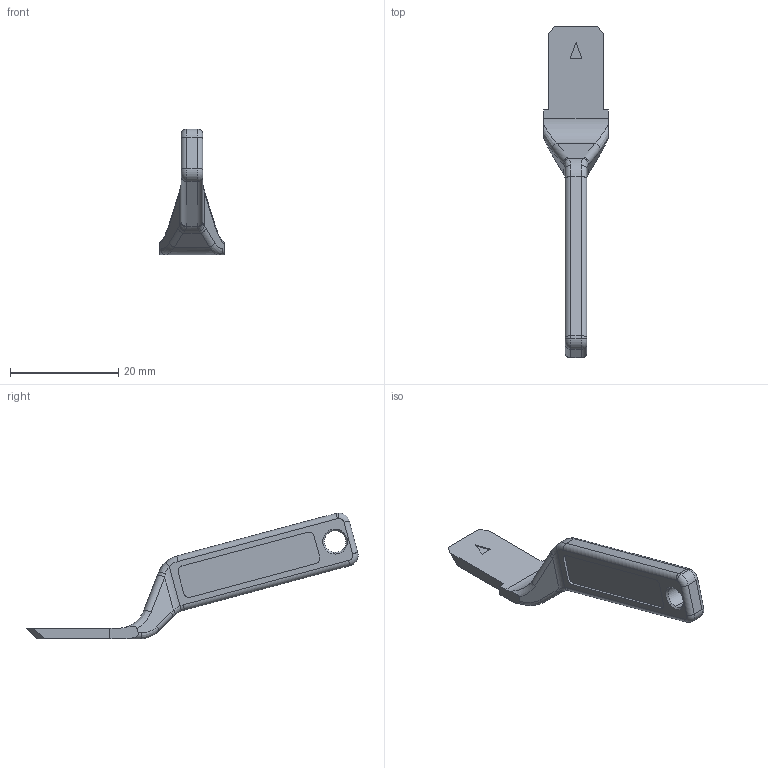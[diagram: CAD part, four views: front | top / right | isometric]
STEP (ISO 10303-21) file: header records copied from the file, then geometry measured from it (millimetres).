
FILE_DESCRIPTION (( 'STEP AP203' ), '1' );
FILE_NAME ('Žº‰ª•ÏŠ·.STEP', '2012-08-28T02:40:23', ( '' ), ( '' ), 'SwSTEP 2.0', 'SolidWorks 2011', '' );
FILE_SCHEMA (( 'CONFIG_CONTROL_DESIGN' ));
Length unit declared in the file: millimetre
Products named in the file (1): 室岡変換
Bounding box: 12 x 61.35 x 23.27 mm (x, y, z)
Volume: 1955.2 mm3; surface area: 1804.3 mm2
Topology: 1 solids, 1 shells, 93 faces, 228 edges, 140 vertices
Faces by surface type: plane 34, cylinder 33, bspline 12, torus 10, cone 4
Entity records: 3003 total; most frequent: CARTESIAN_POINT 790, ORIENTED_EDGE 456, DIRECTION 446, EDGE_CURVE 228, AXIS2_PLACEMENT_3D 164, VERTEX_POINT 140, LINE 118, VECTOR 118
